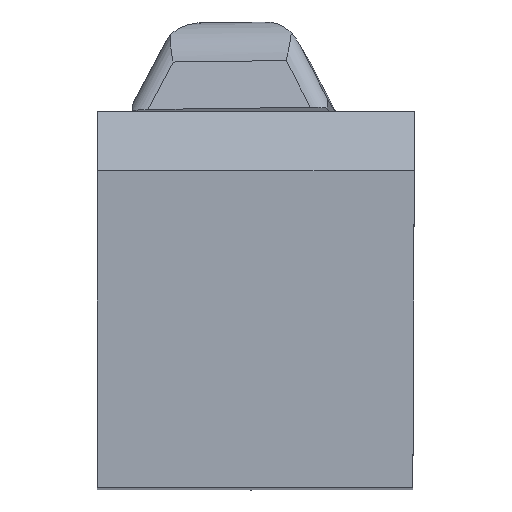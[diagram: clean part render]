
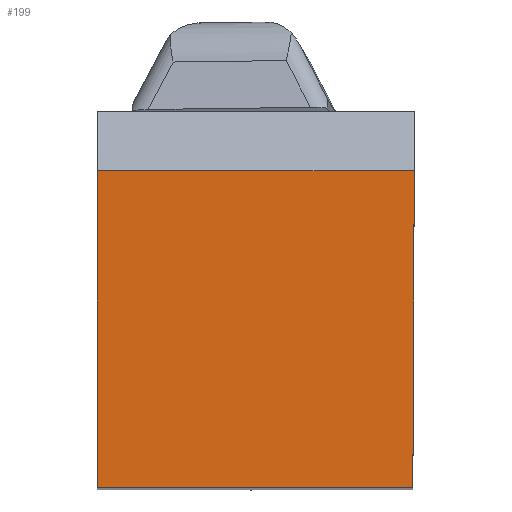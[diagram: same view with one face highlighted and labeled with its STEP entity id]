
A CAD part, top view. The second image highlights one B-rep face of the part: STEP entity #199.
In plain terms, the highlighted planar face has unit normal (0, 0, 1).
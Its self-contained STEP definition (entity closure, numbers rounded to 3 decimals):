
#139=FACE_OUTER_BOUND('',#564,.T.);
#199=ADVANCED_FACE('BLANK_BOXF006',(#139),#253,.F.);
#253=PLANE('',#1345);
#332=LINE('',#1942,#456);
#333=LINE('',#1945,#457);
#334=LINE('',#1947,#458);
#335=LINE('',#1949,#459);
#456=VECTOR('',#1541,1.);
#457=VECTOR('',#1542,1.);
#458=VECTOR('',#1543,1.);
#459=VECTOR('',#1544,1.);
#564=EDGE_LOOP('',(#709,#710,#711,#712));
#709=ORIENTED_EDGE('',*,*,#1114,.F.);
#710=ORIENTED_EDGE('',*,*,#1115,.F.);
#711=ORIENTED_EDGE('',*,*,#1116,.F.);
#712=ORIENTED_EDGE('',*,*,#1117,.F.);
#989=VERTEX_POINT('',#1943);
#990=VERTEX_POINT('',#1944);
#991=VERTEX_POINT('',#1946);
#992=VERTEX_POINT('',#1948);
#1114=EDGE_CURVE('',#989,#990,#332,.T.);
#1115=EDGE_CURVE('',#991,#989,#333,.T.);
#1116=EDGE_CURVE('',#992,#991,#334,.T.);
#1117=EDGE_CURVE('',#990,#992,#335,.T.);
#1345=AXIS2_PLACEMENT_3D('',#1950,#1545,#1546);
#1541=DIRECTION('',(0.,1.,0.));
#1542=DIRECTION('',(-1.,0.,0.));
#1543=DIRECTION('',(-0.004,-1.,0.));
#1544=DIRECTION('',(1.,0.,0.));
#1545=DIRECTION('',(0.,0.,-1.));
#1546=DIRECTION('',(-1.,0.,0.));
#1942=CARTESIAN_POINT('',(-31.623,-171.4,0.));
#1943=CARTESIAN_POINT('',(-31.623,0.,0.));
#1944=CARTESIAN_POINT('',(-31.623,31.623,0.));
#1945=CARTESIAN_POINT('',(171.4,0.,0.));
#1946=CARTESIAN_POINT('',(-0.138,0.,0.));
#1947=CARTESIAN_POINT('',(0.61,171.398,0.));
#1948=CARTESIAN_POINT('',(0.,31.623,0.));
#1949=CARTESIAN_POINT('',(-171.4,31.623,0.));
#1950=CARTESIAN_POINT('',(-36.623,-5.,0.));
